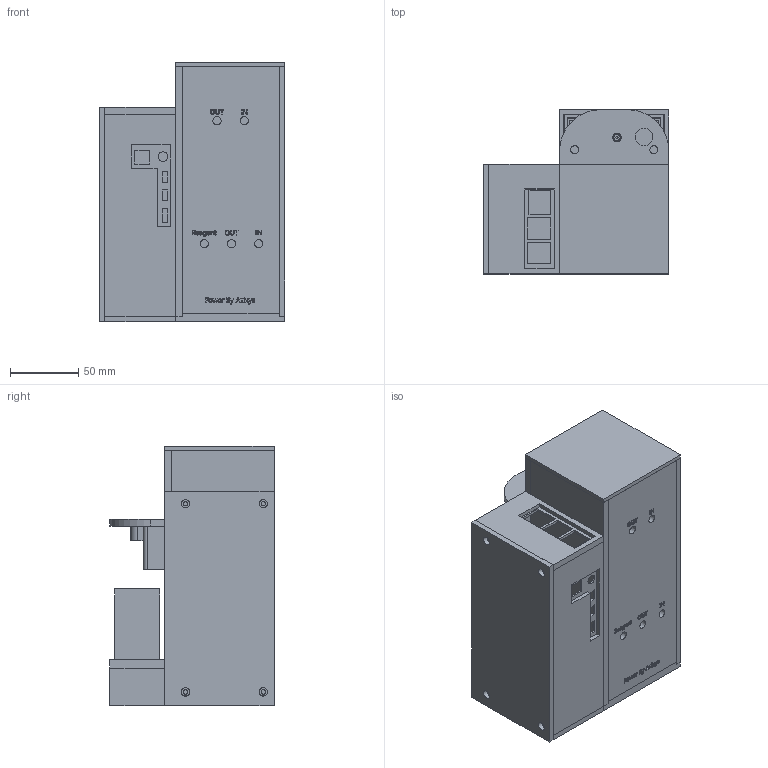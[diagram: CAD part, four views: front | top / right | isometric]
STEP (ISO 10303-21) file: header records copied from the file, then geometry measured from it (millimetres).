
FILE_DESCRIPTION(/* description */ (''),/* implementation_level */ '2;1');
FILE_NAME(/* name */ 'main.stp',/* time_stamp */ '2022-03-19T19:31:45+08:00',/* author */ (''),/* organization */ (''),/* preprocessor_version */ 'ST-DEVELOPER v18.1',/* originating_system */ 'SIEMENS PLM Software NX 1965',/* authorisation */ '');
FILE_SCHEMA (('AUTOMOTIVE_DESIGN { 1 0 10303 214 3 1 1 1 }'));
Length unit declared in the file: millimetre
Products named in the file (5): 光电开关架; 主机外壳盖子（风扇）; 主机外壳（new）; 11111; main
Assembly tree (4 placements, depth 2):
  main
    11111
    主机外壳（new）
    主机外壳盖子（风扇）
    光电开关架
Bounding box: 136 x 120.5 x 190 mm (x, y, z)
Volume: 617761.2 mm3; surface area: 308514.6 mm2
Topology: 22 solids, 22 shells, 823 faces, 2127 edges, 1428 vertices
Faces by surface type: plane 571, extrusion 138, cylinder 110, cone 4
Full cylindrical faces by diameter (mm): 1.6 x1, 2.5 x8, 3 x2, 3.1 x2, 3.3 x6, 3.4 x2, 3.5 x2, 3.6 x8, 4.5 x1, 4.7 x20, 6 x20, 6.003 x1, 6.067 x1, 6.2 x8, 6.8 x2, 7 x3, 9 x3, 13 x3, 30 x3, 32 x1
Entity records: 26670 total; most frequent: CARTESIAN_POINT 7772, ORIENTED_EDGE 3984, DIRECTION 3010, EDGE_CURVE 1992, VERTEX_POINT 1394, EDGE_LOOP 1182, VECTOR 1182, LINE 1044
